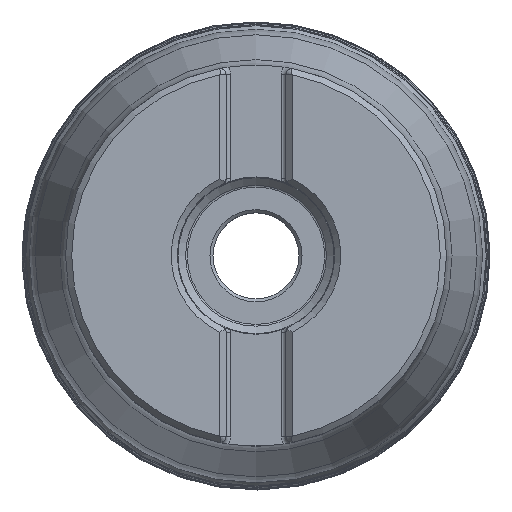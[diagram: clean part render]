
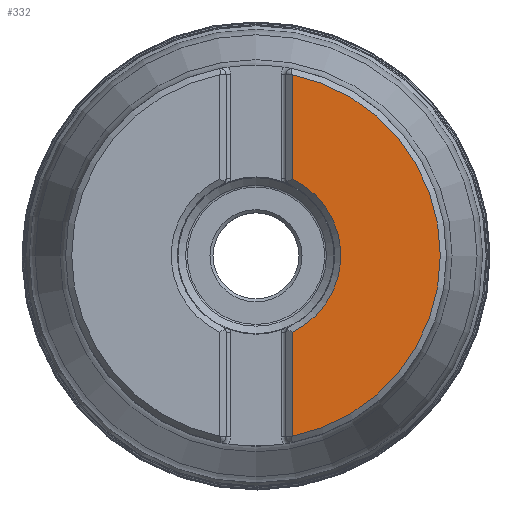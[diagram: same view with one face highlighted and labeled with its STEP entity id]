
A CAD part, top view. The second image highlights one B-rep face of the part: STEP entity #332.
In plain terms, the highlighted planar face has unit normal (0, 0, 1).
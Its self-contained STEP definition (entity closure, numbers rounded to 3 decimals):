
#155=PLANE('',#1742);
#170=FACE_OUTER_BOUND('',#701,.T.);
#332=ADVANCED_FACE('',(#170),#155,.F.);
#461=LINE('',#2607,#511);
#462=LINE('',#2612,#512);
#511=VECTOR('',#1994,1.);
#512=VECTOR('',#1997,1.);
#701=EDGE_LOOP('',(#849,#850,#851,#852));
#849=ORIENTED_EDGE('',*,*,#1297,.F.);
#850=ORIENTED_EDGE('',*,*,#1298,.T.);
#851=ORIENTED_EDGE('',*,*,#1299,.F.);
#852=ORIENTED_EDGE('',*,*,#1300,.T.);
#1173=VERTEX_POINT('',#2608);
#1174=VERTEX_POINT('',#2609);
#1175=VERTEX_POINT('',#2611);
#1176=VERTEX_POINT('',#2613);
#1297=EDGE_CURVE('',#1173,#1174,#461,.T.);
#1298=EDGE_CURVE('',#1173,#1175,#1471,.T.);
#1299=EDGE_CURVE('',#1176,#1175,#462,.T.);
#1300=EDGE_CURVE('',#1176,#1174,#1472,.T.);
#1471=CIRCLE('',#1740,30.);
#1472=CIRCLE('',#1741,13.799);
#1740=AXIS2_PLACEMENT_3D('',#2610,#1995,#1996);
#1741=AXIS2_PLACEMENT_3D('',#2614,#1998,#1999);
#1742=AXIS2_PLACEMENT_3D('',#2615,#2000,#2001);
#1994=DIRECTION('',(0.,1.,0.));
#1995=DIRECTION('',(0.,0.,1.));
#1996=DIRECTION('',(-1.,0.,0.));
#1997=DIRECTION('',(0.,1.,0.));
#1998=DIRECTION('',(0.,0.,-1.));
#1999=DIRECTION('',(-1.,0.,0.));
#2000=DIRECTION('',(0.,0.,-1.));
#2001=DIRECTION('',(-1.,0.,0.));
#2607=CARTESIAN_POINT('',(5.873,-29.439,0.));
#2608=CARTESIAN_POINT('',(5.873,-29.42,0.));
#2609=CARTESIAN_POINT('',(5.873,-12.487,0.));
#2610=CARTESIAN_POINT('',(0.,0.,0.));
#2611=CARTESIAN_POINT('',(5.873,29.42,0.));
#2612=CARTESIAN_POINT('',(5.873,-29.439,0.));
#2613=CARTESIAN_POINT('',(5.873,12.487,0.));
#2614=CARTESIAN_POINT('',(0.,0.,0.));
#2615=CARTESIAN_POINT('',(-31.,0.,0.));
